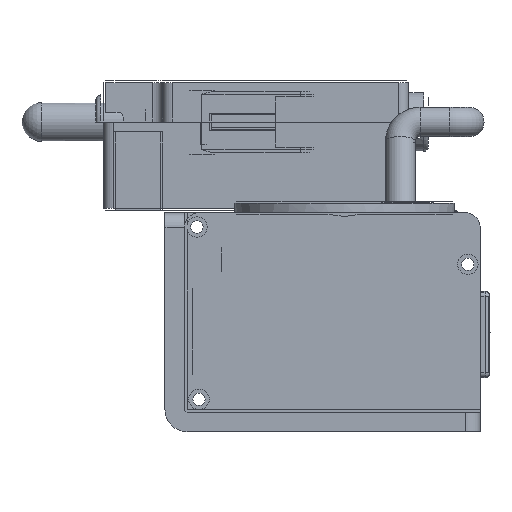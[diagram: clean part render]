
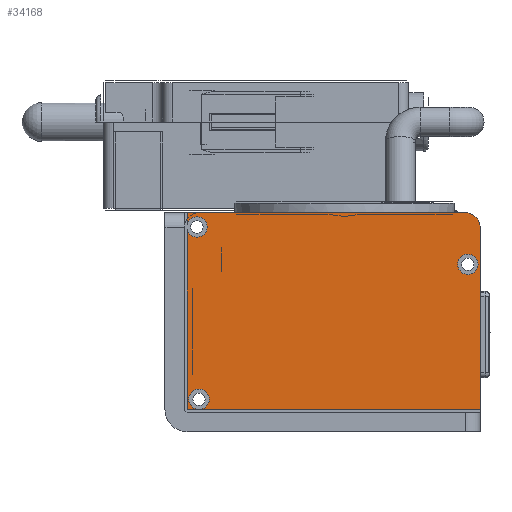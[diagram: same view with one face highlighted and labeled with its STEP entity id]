
A CAD part, front view. The second image highlights one B-rep face of the part: STEP entity #34168.
In plain terms, the highlighted planar face has unit normal (0, -1, 0).
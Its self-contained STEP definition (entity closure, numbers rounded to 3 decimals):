
#621=FACE_BOUND('',#5086,.T.);
#622=FACE_BOUND('',#5087,.T.);
#1825=PLANE('',#36406);
#3359=FACE_OUTER_BOUND('',#5085,.T.);
#5085=EDGE_LOOP('',(#31158,#31159,#31160,#31161,#31162,#31163,#31164));
#5086=EDGE_LOOP('',(#31165));
#5087=EDGE_LOOP('',(#31166));
#5883=CIRCLE('',#36407,2.075);
#5884=CIRCLE('',#36408,3.);
#5885=CIRCLE('',#36409,2.075);
#5886=CIRCLE('',#36410,2.075);
#9546=LINE('',#55607,#13696);
#9547=LINE('',#55609,#13697);
#9548=LINE('',#55611,#13698);
#9549=LINE('',#55615,#13699);
#9550=LINE('',#55616,#13700);
#13696=VECTOR('',#44244,36.547);
#13697=VECTOR('',#44245,59.5);
#13698=VECTOR('',#44246,37.);
#13699=VECTOR('',#44249,56.5);
#13700=VECTOR('',#44250,2.347);
#17083=VERTEX_POINT('',#55603);
#17084=VERTEX_POINT('',#55604);
#17085=VERTEX_POINT('',#55606);
#17086=VERTEX_POINT('',#55608);
#17087=VERTEX_POINT('',#55610);
#17088=VERTEX_POINT('',#55612);
#17089=VERTEX_POINT('',#55614);
#17090=VERTEX_POINT('',#55617);
#17091=VERTEX_POINT('',#55619);
#22139=EDGE_CURVE('',#17083,#17084,#5883,.T.);
#22140=EDGE_CURVE('',#17083,#17085,#9546,.T.);
#22141=EDGE_CURVE('',#17085,#17086,#9547,.T.);
#22142=EDGE_CURVE('',#17086,#17087,#9548,.T.);
#22143=EDGE_CURVE('',#17088,#17087,#5884,.T.);
#22144=EDGE_CURVE('',#17088,#17089,#9549,.T.);
#22145=EDGE_CURVE('',#17089,#17084,#9550,.T.);
#22146=EDGE_CURVE('',#17090,#17090,#5885,.T.);
#22147=EDGE_CURVE('',#17091,#17091,#5886,.T.);
#31158=ORIENTED_EDGE('',*,*,#22139,.F.);
#31159=ORIENTED_EDGE('',*,*,#22140,.T.);
#31160=ORIENTED_EDGE('',*,*,#22141,.T.);
#31161=ORIENTED_EDGE('',*,*,#22142,.T.);
#31162=ORIENTED_EDGE('',*,*,#22143,.F.);
#31163=ORIENTED_EDGE('',*,*,#22144,.T.);
#31164=ORIENTED_EDGE('',*,*,#22145,.T.);
#31165=ORIENTED_EDGE('',*,*,#22146,.F.);
#31166=ORIENTED_EDGE('',*,*,#22147,.F.);
#34168=ADVANCED_FACE('',(#3359,#621,#622),#1825,.F.);
#36406=AXIS2_PLACEMENT_3D('',#55602,#44240,#44241);
#36407=AXIS2_PLACEMENT_3D('',#55605,#44242,#44243);
#36408=AXIS2_PLACEMENT_3D('',#55613,#44247,#44248);
#36409=AXIS2_PLACEMENT_3D('',#55618,#44251,#44252);
#36410=AXIS2_PLACEMENT_3D('',#55620,#44253,#44254);
#44240=DIRECTION('center_axis',(0.,1.,0.));
#44241=DIRECTION('ref_axis',(-1.,0.,0.));
#44242=DIRECTION('center_axis',(0.,-1.,0.));
#44243=DIRECTION('ref_axis',(-1.,0.,0.));
#44244=DIRECTION('',(0.,0.,-1.));
#44245=DIRECTION('',(1.,0.,0.));
#44246=DIRECTION('',(0.,0.,1.));
#44247=DIRECTION('center_axis',(0.,1.,0.));
#44248=DIRECTION('ref_axis',(0.707,0.,0.707));
#44249=DIRECTION('',(-1.,0.,0.));
#44250=DIRECTION('',(0.,0.,-1.));
#44251=DIRECTION('center_axis',(0.,-1.,0.));
#44252=DIRECTION('ref_axis',(-1.,0.,0.));
#44253=DIRECTION('center_axis',(0.,-1.,0.));
#44254=DIRECTION('ref_axis',(-1.,0.,0.));
#55602=CARTESIAN_POINT('Origin',(0.25,-51.5,20.7));
#55603=CARTESIAN_POINT('',(-29.5,-51.5,38.247));
#55604=CARTESIAN_POINT('',(-29.5,-51.5,39.353));
#55605=CARTESIAN_POINT('Origin',(-27.5,-51.5,38.8));
#55606=CARTESIAN_POINT('',(-29.5,-51.5,1.7));
#55607=CARTESIAN_POINT('',(-29.5,-51.5,41.7));
#55608=CARTESIAN_POINT('',(30.,-51.5,1.7));
#55609=CARTESIAN_POINT('',(-14.625,-51.5,1.7));
#55610=CARTESIAN_POINT('',(30.,-51.5,38.7));
#55611=CARTESIAN_POINT('',(30.,-51.5,-0.3));
#55612=CARTESIAN_POINT('',(27.,-51.5,41.7));
#55613=CARTESIAN_POINT('Origin',(27.,-51.5,38.7));
#55614=CARTESIAN_POINT('',(-29.5,-51.5,41.7));
#55615=CARTESIAN_POINT('',(30.,-51.5,41.7));
#55616=CARTESIAN_POINT('',(-29.5,-51.5,41.7));
#55617=CARTESIAN_POINT('',(-25.015,-51.5,3.8));
#55618=CARTESIAN_POINT('Origin',(-27.09,-51.5,3.8));
#55619=CARTESIAN_POINT('',(29.575,-51.5,31.2));
#55620=CARTESIAN_POINT('Origin',(27.5,-51.5,31.2));
